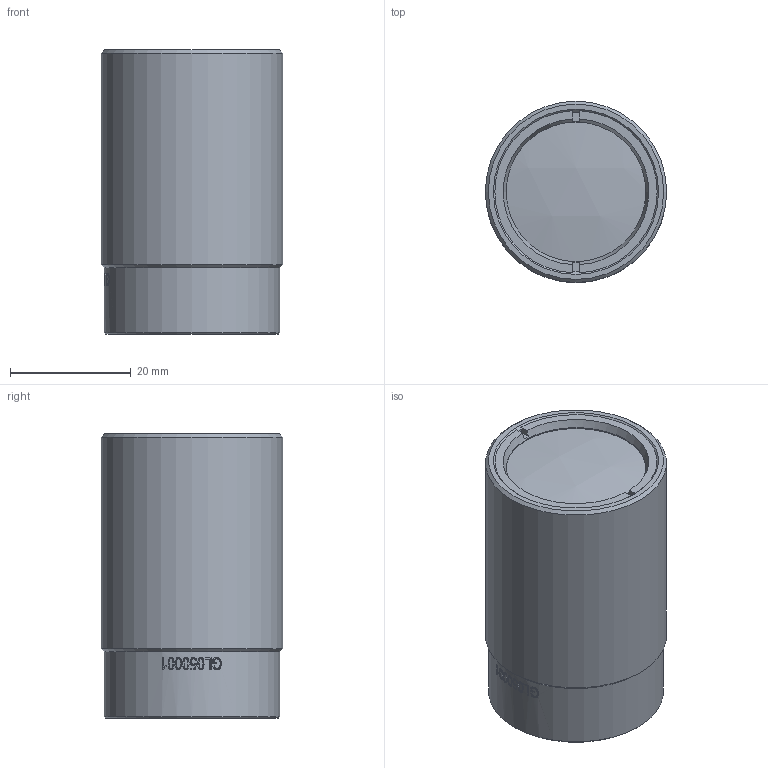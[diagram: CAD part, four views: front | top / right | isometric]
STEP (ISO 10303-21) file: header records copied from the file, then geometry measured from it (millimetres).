
FILE_DESCRIPTION( ('This file contains a STEP AP42 implementation' ,'as created by ZW3D STEP Interface translator.') ,'2;1' );
FILE_NAME( 'FFL050070A_俋倛3D.stp' ,'241010.141346', (''), ('ZWCAD Software Co.'), 'Version 1.0', 'ZW3D to STEP translator', '' );
FILE_SCHEMA(('AUTOMOTIVE_DESIGN { 1 0 10303 214 1 1 1 1 }'));
Length unit declared in the file: millimetre
Products named in the file (1): 0
Bounding box: 30 x 30 x 47 mm (x, y, z)
Volume: 30954.8 mm3; surface area: 6164.5 mm2
Topology: 1 solids, 1 shells, 94 faces, 234 edges, 156 vertices
Faces by surface type: plane 36, bspline 28, cylinder 19, cone 9, sphere 2
Full cylindrical faces by diameter (mm): 22.4 x1, 23.1 x1, 26.33 x1, 29 x1, 30 x1
Entity records: 4586 total; most frequent: CARTESIAN_POINT 2454, ORIENTED_EDGE 468, DIRECTION 307, EDGE_CURVE 234, VERTEX_POINT 156, AXIS2_PLACEMENT_3D 113, EDGE_LOOP 108, B_SPLINE_CURVE_WITH_KNOTS 103
